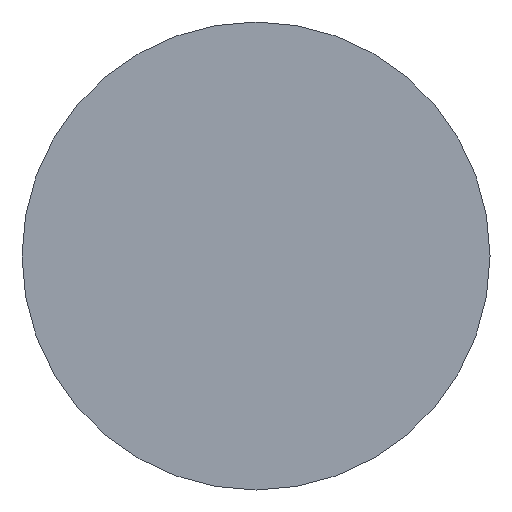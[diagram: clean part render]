
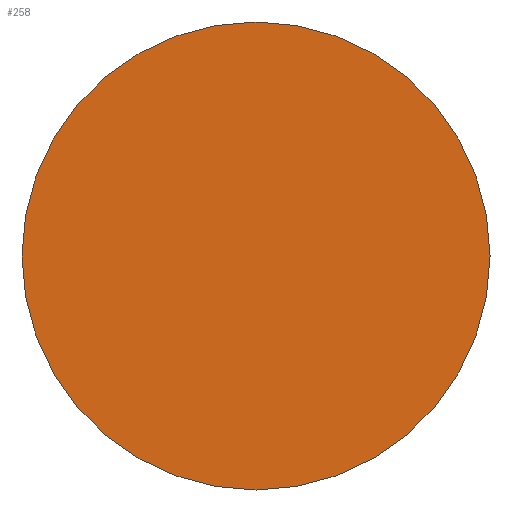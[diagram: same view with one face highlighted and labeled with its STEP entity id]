
A CAD part, front view. The second image highlights one B-rep face of the part: STEP entity #258.
In plain terms, the highlighted planar face has unit normal (0, -1, 0).
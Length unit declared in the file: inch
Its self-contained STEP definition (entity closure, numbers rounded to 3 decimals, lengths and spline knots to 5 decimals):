
#6 = CARTESIAN_POINT ( 'NONE',  ( 0., 0., 0. ) ) ;
#8 = CIRCLE ( 'NONE', #303, 0.09375 ) ;
#24 = VERTEX_POINT ( 'NONE', #33 ) ;
#33 = CARTESIAN_POINT ( 'NONE',  ( 0., 0., 0.09375 ) ) ;
#37 = DIRECTION ( 'NONE',  ( 0., -1., 0. ) ) ;
#54 = ORIENTED_EDGE ( 'NONE', *, *, #77, .T. ) ;
#56 = CARTESIAN_POINT ( 'NONE',  ( 0., 0., -0.09375 ) ) ;
#72 = AXIS2_PLACEMENT_3D ( 'NONE', #265, #401, #85 ) ;
#77 = EDGE_CURVE ( 'NONE', #24, #196, #8, .T. ) ;
#85 = DIRECTION ( 'NONE',  ( 0., 0., -1. ) ) ;
#87 = EDGE_CURVE ( 'NONE', #196, #24, #142, .T. ) ;
#112 = DIRECTION ( 'NONE',  ( 0., 0., -1. ) ) ;
#120 = DIRECTION ( 'NONE',  ( 0., -1., 0. ) ) ;
#142 = CIRCLE ( 'NONE', #72, 0.09375 ) ;
#162 = DIRECTION ( 'NONE',  ( 0., 0., -1. ) ) ;
#167 = AXIS2_PLACEMENT_3D ( 'NONE', #6, #37, #112 ) ;
#196 = VERTEX_POINT ( 'NONE', #56 ) ;
#253 = FACE_OUTER_BOUND ( 'NONE', #376, .T. ) ;
#258 = ADVANCED_FACE ( 'NONE', ( #253 ), #290, .T. ) ;
#265 = CARTESIAN_POINT ( 'NONE',  ( 0., 0., 0. ) ) ;
#268 = CARTESIAN_POINT ( 'NONE',  ( 0., 0., 0. ) ) ;
#290 = PLANE ( 'NONE',  #167 ) ;
#303 = AXIS2_PLACEMENT_3D ( 'NONE', #268, #120, #162 ) ;
#376 = EDGE_LOOP ( 'NONE', ( #414, #54 ) ) ;
#401 = DIRECTION ( 'NONE',  ( 0., -1., 0. ) ) ;
#414 = ORIENTED_EDGE ( 'NONE', *, *, #87, .T. ) ;
